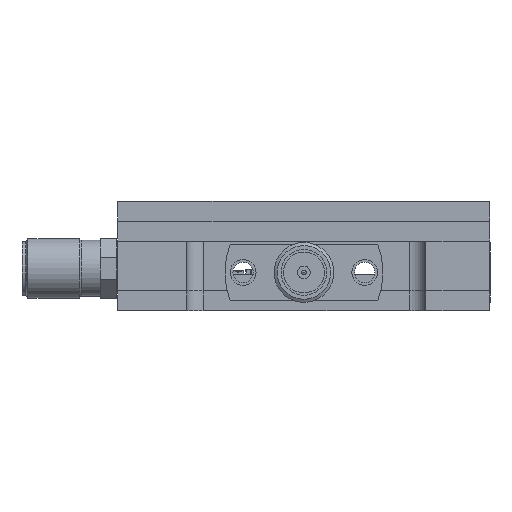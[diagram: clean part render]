
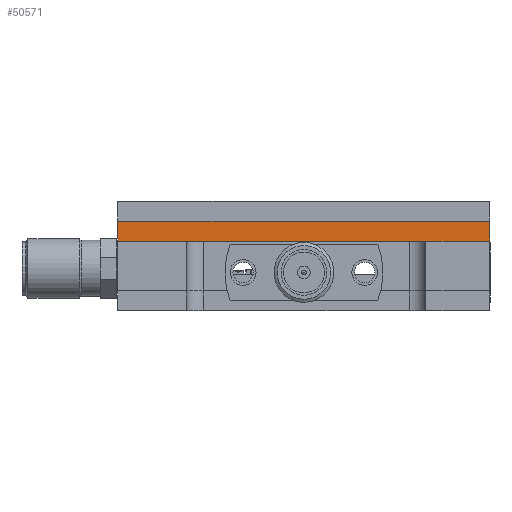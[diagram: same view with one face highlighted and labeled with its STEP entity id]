
A CAD part, left-side view. The second image highlights one B-rep face of the part: STEP entity #50571.
In plain terms, the highlighted planar face has unit normal (-1, 0, 0).
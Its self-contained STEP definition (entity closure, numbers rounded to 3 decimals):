
#48063 = VERTEX_POINT('',#48064);
#48064 = CARTESIAN_POINT('',(131.6,-75.05,5.));
#48078 = PLANE('',#48079);
#48079 = AXIS2_PLACEMENT_3D('',#48080,#48081,#48082);
#48080 = CARTESIAN_POINT('',(131.6,-75.05,0.));
#48081 = DIRECTION('',(1.,0.,0.));
#48082 = DIRECTION('',(0.,-1.,0.));
#48106 = PLANE('',#48107);
#48107 = AXIS2_PLACEMENT_3D('',#48108,#48109,#48110);
#48108 = CARTESIAN_POINT('',(131.6,-75.05,5.));
#48109 = DIRECTION('',(0.,1.,0.));
#48110 = DIRECTION('',(1.,0.,0.));
#48636 = EDGE_CURVE('',#48063,#48637,#48639,.T.);
#48637 = VERTEX_POINT('',#48638);
#48638 = CARTESIAN_POINT('',(131.6,-75.05,7.));
#48639 = SURFACE_CURVE('',#48640,(#48644,#48651),.PCURVE_S1.);
#48640 = LINE('',#48641,#48642);
#48641 = CARTESIAN_POINT('',(131.6,-75.05,5.));
#48642 = VECTOR('',#48643,1.);
#48643 = DIRECTION('',(0.,0.,1.));
#48644 = PCURVE('',#48106,#48645);
#48645 = DEFINITIONAL_REPRESENTATION('',(#48646),#48650);
#48646 = LINE('',#48647,#48648);
#48647 = CARTESIAN_POINT('',(0.,0.));
#48648 = VECTOR('',#48649,1.);
#48649 = DIRECTION('',(0.,-1.));
#48650 = ( GEOMETRIC_REPRESENTATION_CONTEXT(2) 
PARAMETRIC_REPRESENTATION_CONTEXT() REPRESENTATION_CONTEXT('2D SPACE',''
  ) );
#48651 = PCURVE('',#48652,#48657);
#48652 = PLANE('',#48653);
#48653 = AXIS2_PLACEMENT_3D('',#48654,#48655,#48656);
#48654 = CARTESIAN_POINT('',(131.6,-112.4,5.));
#48655 = DIRECTION('',(-1.,0.,0.));
#48656 = DIRECTION('',(0.,1.,0.));
#48657 = DEFINITIONAL_REPRESENTATION('',(#48658),#48662);
#48658 = LINE('',#48659,#48660);
#48659 = CARTESIAN_POINT('',(37.35,0.));
#48660 = VECTOR('',#48661,1.);
#48661 = DIRECTION('',(0.,-1.));
#48662 = ( GEOMETRIC_REPRESENTATION_CONTEXT(2) 
PARAMETRIC_REPRESENTATION_CONTEXT() REPRESENTATION_CONTEXT('2D SPACE',''
  ) );
#48680 = PLANE('',#48681);
#48681 = AXIS2_PLACEMENT_3D('',#48682,#48683,#48684);
#48682 = CARTESIAN_POINT('',(150.,-93.725,7.));
#48683 = DIRECTION('',(-0.,-0.,-1.));
#48684 = DIRECTION('',(-1.,0.,0.));
#48718 = EDGE_CURVE('',#48063,#48719,#48721,.T.);
#48719 = VERTEX_POINT('',#48720);
#48720 = CARTESIAN_POINT('',(131.6,-82.,5.));
#48721 = SURFACE_CURVE('',#48722,(#48726,#48733),.PCURVE_S1.);
#48722 = LINE('',#48723,#48724);
#48723 = CARTESIAN_POINT('',(131.6,-75.05,5.));
#48724 = VECTOR('',#48725,1.);
#48725 = DIRECTION('',(0.,-1.,0.));
#48726 = PCURVE('',#48078,#48727);
#48727 = DEFINITIONAL_REPRESENTATION('',(#48728),#48732);
#48728 = LINE('',#48729,#48730);
#48729 = CARTESIAN_POINT('',(0.,-5.));
#48730 = VECTOR('',#48731,1.);
#48731 = DIRECTION('',(1.,0.));
#48732 = ( GEOMETRIC_REPRESENTATION_CONTEXT(2) 
PARAMETRIC_REPRESENTATION_CONTEXT() REPRESENTATION_CONTEXT('2D SPACE',''
  ) );
#48733 = PCURVE('',#48652,#48734);
#48734 = DEFINITIONAL_REPRESENTATION('',(#48735),#48739);
#48735 = LINE('',#48736,#48737);
#48736 = CARTESIAN_POINT('',(37.35,0.));
#48737 = VECTOR('',#48738,1.);
#48738 = DIRECTION('',(-1.,0.));
#48739 = ( GEOMETRIC_REPRESENTATION_CONTEXT(2) 
PARAMETRIC_REPRESENTATION_CONTEXT() REPRESENTATION_CONTEXT('2D SPACE',''
  ) );
#50510 = PLANE('',#50511);
#50511 = AXIS2_PLACEMENT_3D('',#50512,#50513,#50514);
#50512 = CARTESIAN_POINT('',(168.4,-112.4,5.));
#50513 = DIRECTION('',(0.,-1.,0.));
#50514 = DIRECTION('',(-1.,0.,0.));
#50571 = ADVANCED_FACE('',(#50572),#48652,.T.);
#50572 = FACE_BOUND('',#50573,.T.);
#50573 = EDGE_LOOP('',(#50574,#50599,#50620,#50621,#50622,#50650));
#50574 = ORIENTED_EDGE('',*,*,#50575,.T.);
#50575 = EDGE_CURVE('',#50576,#50578,#50580,.T.);
#50576 = VERTEX_POINT('',#50577);
#50577 = CARTESIAN_POINT('',(131.6,-112.4,5.));
#50578 = VERTEX_POINT('',#50579);
#50579 = CARTESIAN_POINT('',(131.6,-112.4,7.));
#50580 = SURFACE_CURVE('',#50581,(#50585,#50592),.PCURVE_S1.);
#50581 = LINE('',#50582,#50583);
#50582 = CARTESIAN_POINT('',(131.6,-112.4,5.));
#50583 = VECTOR('',#50584,1.);
#50584 = DIRECTION('',(0.,0.,1.));
#50585 = PCURVE('',#48652,#50586);
#50586 = DEFINITIONAL_REPRESENTATION('',(#50587),#50591);
#50587 = LINE('',#50588,#50589);
#50588 = CARTESIAN_POINT('',(0.,0.));
#50589 = VECTOR('',#50590,1.);
#50590 = DIRECTION('',(0.,-1.));
#50591 = ( GEOMETRIC_REPRESENTATION_CONTEXT(2) 
PARAMETRIC_REPRESENTATION_CONTEXT() REPRESENTATION_CONTEXT('2D SPACE',''
  ) );
#50592 = PCURVE('',#50510,#50593);
#50593 = DEFINITIONAL_REPRESENTATION('',(#50594),#50598);
#50594 = LINE('',#50595,#50596);
#50595 = CARTESIAN_POINT('',(36.8,0.));
#50596 = VECTOR('',#50597,1.);
#50597 = DIRECTION('',(0.,-1.));
#50598 = ( GEOMETRIC_REPRESENTATION_CONTEXT(2) 
PARAMETRIC_REPRESENTATION_CONTEXT() REPRESENTATION_CONTEXT('2D SPACE',''
  ) );
#50599 = ORIENTED_EDGE('',*,*,#50600,.T.);
#50600 = EDGE_CURVE('',#50578,#48637,#50601,.T.);
#50601 = SURFACE_CURVE('',#50602,(#50606,#50613),.PCURVE_S1.);
#50602 = LINE('',#50603,#50604);
#50603 = CARTESIAN_POINT('',(131.6,-112.4,7.));
#50604 = VECTOR('',#50605,1.);
#50605 = DIRECTION('',(0.,1.,0.));
#50606 = PCURVE('',#48652,#50607);
#50607 = DEFINITIONAL_REPRESENTATION('',(#50608),#50612);
#50608 = LINE('',#50609,#50610);
#50609 = CARTESIAN_POINT('',(0.,-2.));
#50610 = VECTOR('',#50611,1.);
#50611 = DIRECTION('',(1.,0.));
#50612 = ( GEOMETRIC_REPRESENTATION_CONTEXT(2) 
PARAMETRIC_REPRESENTATION_CONTEXT() REPRESENTATION_CONTEXT('2D SPACE',''
  ) );
#50613 = PCURVE('',#48680,#50614);
#50614 = DEFINITIONAL_REPRESENTATION('',(#50615),#50619);
#50615 = LINE('',#50616,#50617);
#50616 = CARTESIAN_POINT('',(18.4,-18.675));
#50617 = VECTOR('',#50618,1.);
#50618 = DIRECTION('',(0.,1.));
#50619 = ( GEOMETRIC_REPRESENTATION_CONTEXT(2) 
PARAMETRIC_REPRESENTATION_CONTEXT() REPRESENTATION_CONTEXT('2D SPACE',''
  ) );
#50620 = ORIENTED_EDGE('',*,*,#48636,.F.);
#50621 = ORIENTED_EDGE('',*,*,#48718,.T.);
#50622 = ORIENTED_EDGE('',*,*,#50623,.F.);
#50623 = EDGE_CURVE('',#50624,#48719,#50626,.T.);
#50624 = VERTEX_POINT('',#50625);
#50625 = CARTESIAN_POINT('',(131.6,-106.,5.));
#50626 = SURFACE_CURVE('',#50627,(#50631,#50638),.PCURVE_S1.);
#50627 = LINE('',#50628,#50629);
#50628 = CARTESIAN_POINT('',(131.6,-112.4,5.));
#50629 = VECTOR('',#50630,1.);
#50630 = DIRECTION('',(0.,1.,0.));
#50631 = PCURVE('',#48652,#50632);
#50632 = DEFINITIONAL_REPRESENTATION('',(#50633),#50637);
#50633 = LINE('',#50634,#50635);
#50634 = CARTESIAN_POINT('',(0.,0.));
#50635 = VECTOR('',#50636,1.);
#50636 = DIRECTION('',(1.,0.));
#50637 = ( GEOMETRIC_REPRESENTATION_CONTEXT(2) 
PARAMETRIC_REPRESENTATION_CONTEXT() REPRESENTATION_CONTEXT('2D SPACE',''
  ) );
#50638 = PCURVE('',#50639,#50644);
#50639 = PLANE('',#50640);
#50640 = AXIS2_PLACEMENT_3D('',#50641,#50642,#50643);
#50641 = CARTESIAN_POINT('',(150.,-93.725,5.));
#50642 = DIRECTION('',(-0.,-0.,-1.));
#50643 = DIRECTION('',(-1.,0.,0.));
#50644 = DEFINITIONAL_REPRESENTATION('',(#50645),#50649);
#50645 = LINE('',#50646,#50647);
#50646 = CARTESIAN_POINT('',(18.4,-18.675));
#50647 = VECTOR('',#50648,1.);
#50648 = DIRECTION('',(0.,1.));
#50649 = ( GEOMETRIC_REPRESENTATION_CONTEXT(2) 
PARAMETRIC_REPRESENTATION_CONTEXT() REPRESENTATION_CONTEXT('2D SPACE',''
  ) );
#50650 = ORIENTED_EDGE('',*,*,#50651,.T.);
#50651 = EDGE_CURVE('',#50624,#50576,#50652,.T.);
#50652 = SURFACE_CURVE('',#50653,(#50657,#50664),.PCURVE_S1.);
#50653 = LINE('',#50654,#50655);
#50654 = CARTESIAN_POINT('',(131.6,-106.,5.));
#50655 = VECTOR('',#50656,1.);
#50656 = DIRECTION('',(0.,-1.,0.));
#50657 = PCURVE('',#48652,#50658);
#50658 = DEFINITIONAL_REPRESENTATION('',(#50659),#50663);
#50659 = LINE('',#50660,#50661);
#50660 = CARTESIAN_POINT('',(6.4,0.));
#50661 = VECTOR('',#50662,1.);
#50662 = DIRECTION('',(-1.,0.));
#50663 = ( GEOMETRIC_REPRESENTATION_CONTEXT(2) 
PARAMETRIC_REPRESENTATION_CONTEXT() REPRESENTATION_CONTEXT('2D SPACE',''
  ) );
#50664 = PCURVE('',#50665,#50670);
#50665 = PLANE('',#50666);
#50666 = AXIS2_PLACEMENT_3D('',#50667,#50668,#50669);
#50667 = CARTESIAN_POINT('',(131.6,-106.,0.));
#50668 = DIRECTION('',(1.,0.,0.));
#50669 = DIRECTION('',(0.,-1.,0.));
#50670 = DEFINITIONAL_REPRESENTATION('',(#50671),#50675);
#50671 = LINE('',#50672,#50673);
#50672 = CARTESIAN_POINT('',(0.,-5.));
#50673 = VECTOR('',#50674,1.);
#50674 = DIRECTION('',(1.,0.));
#50675 = ( GEOMETRIC_REPRESENTATION_CONTEXT(2) 
PARAMETRIC_REPRESENTATION_CONTEXT() REPRESENTATION_CONTEXT('2D SPACE',''
  ) );
